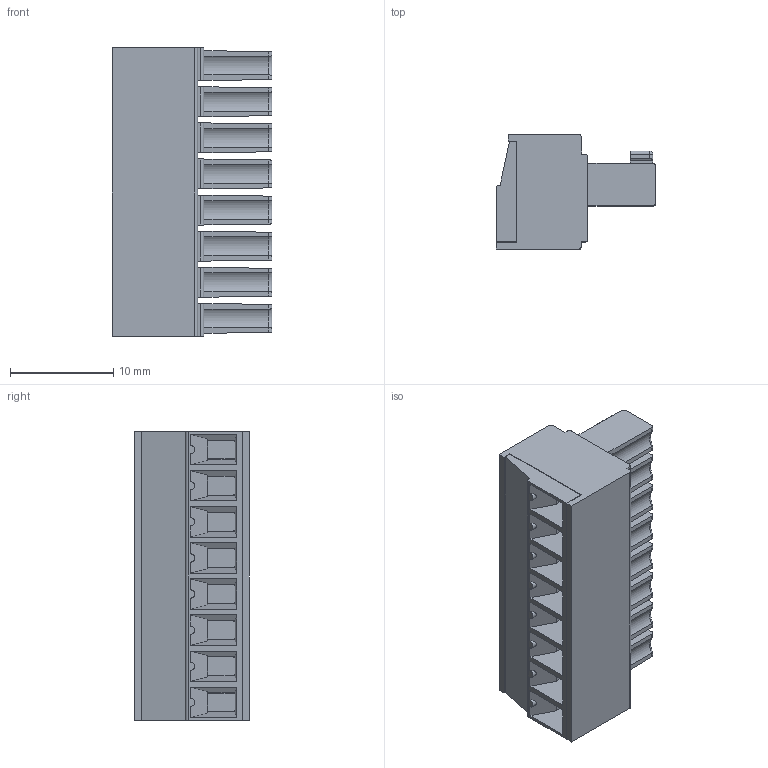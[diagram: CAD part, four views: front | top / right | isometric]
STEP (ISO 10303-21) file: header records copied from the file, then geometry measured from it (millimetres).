
FILE_DESCRIPTION(('STEP AP214'),'1');
FILE_NAME('SH08-3,5.stp','2018-11-19T08:34:23',(' '),(' '),'Spatial InterOp 3D',' ',' ');
FILE_SCHEMA(('AUTOMOTIVE_DESIGN { 1 0 10303 214 1 1 1 1 }'));
Length unit declared in the file: metre
Products named in the file (1): 1
Bounding box: 15.5 x 11.1 x 28 mm (x, y, z)
Volume: 2635.4 mm3; surface area: 3184.5 mm2
Topology: 1 solids, 1 shells, 658 faces, 1752 edges, 1118 vertices
Faces by surface type: plane 446, cylinder 148, torus 24, cone 24, sphere 16
Full cylindrical faces by diameter (mm): 1.2 x8, 2.8 x8, 3 x8
Entity records: 25223 total; most frequent: CARTESIAN_POINT 3869, ORIENTED_EDGE 3324, DIRECTION 3272, EDGE_CURVE 1662, LINE 1234, VECTOR 1234, VERTEX_POINT 1092, AXIS2_PLACEMENT_3D 1019
